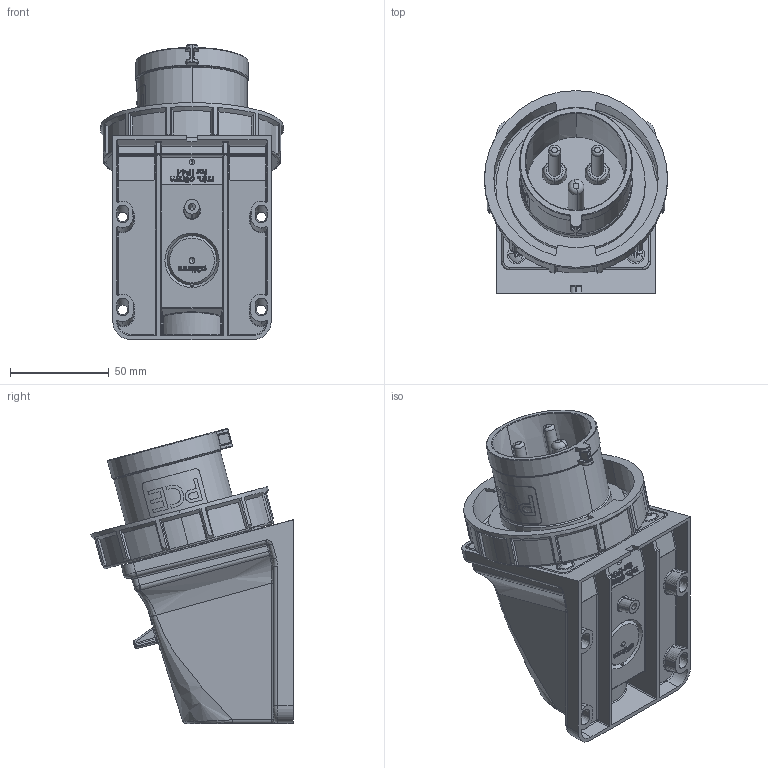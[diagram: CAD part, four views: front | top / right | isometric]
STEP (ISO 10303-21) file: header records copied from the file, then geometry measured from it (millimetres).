
FILE_DESCRIPTION (( 'STEP AP203' ), '1' );
FILE_NAME ('5232-6k.STEP', '2017-11-23T13:04:44', ( '' ), ( '' ), 'SwSTEP 2.0', 'SolidWorks 2016', '' );
FILE_SCHEMA (( 'CONFIG_CONTROL_DESIGN' ));
Length unit declared in the file: millimetre
Products named in the file (1): 5232-6k
Bounding box: 92.5 x 102.36 x 149.13 mm (x, y, z)
Volume: 423073.7 mm3; surface area: 88429.2 mm2
Topology: 1 solids, 1 shells, 1473 faces, 3820 edges, 2386 vertices
Faces by surface type: plane 593, bspline 427, cylinder 241, torus 84, cone 66, sphere 62
Entity records: 99547 total; most frequent: CARTESIAN_POINT 67781, ORIENTED_EDGE 7508, DIRECTION 5229, EDGE_CURVE 3754, VERTEX_POINT 2368, AXIS2_PLACEMENT_3D 1850, EDGE_LOOP 1578, LINE 1529
